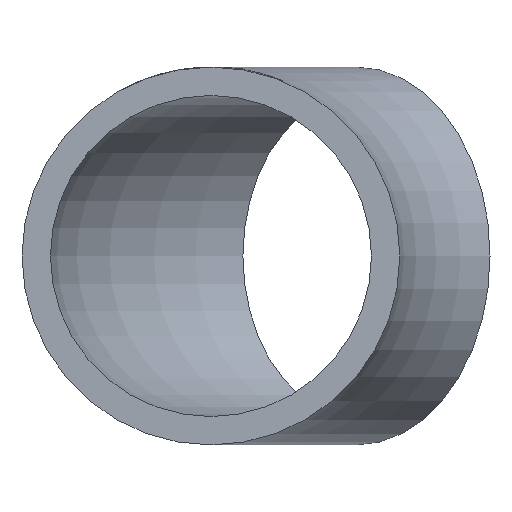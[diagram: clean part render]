
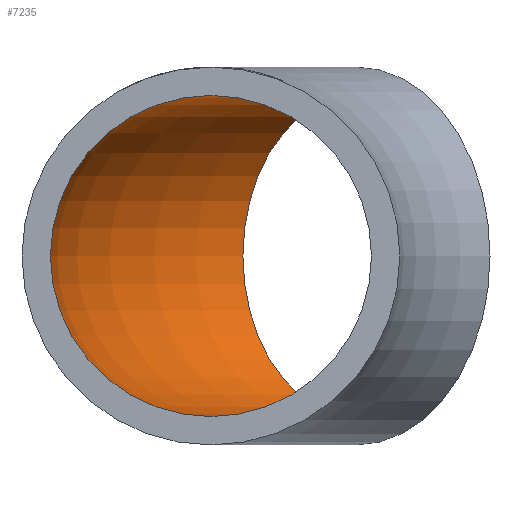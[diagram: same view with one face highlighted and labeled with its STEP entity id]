
A CAD part, front view. The second image highlights one B-rep face of the part: STEP entity #7235.
In plain terms, the highlighted toroidal (fillet/blend) face has major radius 28 mm and minor radius 9.05 mm.
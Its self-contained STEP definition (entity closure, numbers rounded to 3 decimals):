
#555 = EDGE_CURVE ( 'NONE', #5394, #5394, #5158, .T. ) ;
#1380 = EDGE_LOOP ( 'NONE', ( #6927 ) ) ;
#1584 = AXIS2_PLACEMENT_3D ( 'NONE', #5224, #7829, #5872 ) ;
#1829 = CARTESIAN_POINT ( 'NONE',  ( -28., 0., 9.05 ) ) ;
#2776 = DIRECTION ( 'NONE',  ( 0., 0., 1. ) ) ;
#3374 = VERTEX_POINT ( 'NONE', #5283 ) ;
#3633 = TOROIDAL_SURFACE ( 'NONE', #1584, 28., 9.05 ) ;
#4040 = DIRECTION ( 'NONE',  ( 0.707, 0.707, 0. ) ) ;
#4208 = EDGE_LOOP ( 'NONE', ( #11229 ) ) ;
#4409 = CIRCLE ( 'NONE', #11004, 9.05 ) ;
#5156 = FACE_OUTER_BOUND ( 'NONE', #4208, .T. ) ;
#5158 = CIRCLE ( 'NONE', #10800, 9.05 ) ;
#5224 = CARTESIAN_POINT ( 'NONE',  ( 0., 0., 0. ) ) ;
#5283 = CARTESIAN_POINT ( 'NONE',  ( -26.198, 26.198, 0. ) ) ;
#5394 = VERTEX_POINT ( 'NONE', #1829 ) ;
#5872 = DIRECTION ( 'NONE',  ( -1., 0., 0. ) ) ;
#6090 = EDGE_CURVE ( 'NONE', #3374, #3374, #4409, .T. ) ;
#6927 = ORIENTED_EDGE ( 'NONE', *, *, #555, .F. ) ;
#6941 = CARTESIAN_POINT ( 'NONE',  ( -19.799, 19.799, 0. ) ) ;
#7235 = ADVANCED_FACE ( 'NONE', ( #5156, #8770 ), #3633, .F. ) ;
#7829 = DIRECTION ( 'NONE',  ( 0., 0., -1. ) ) ;
#7834 = DIRECTION ( 'NONE',  ( -0.707, 0.707, 0. ) ) ;
#8024 = CARTESIAN_POINT ( 'NONE',  ( -28., 0., 0. ) ) ;
#8770 = FACE_OUTER_BOUND ( 'NONE', #1380, .T. ) ;
#10800 = AXIS2_PLACEMENT_3D ( 'NONE', #8024, #10894, #2776 ) ;
#10894 = DIRECTION ( 'NONE',  ( 0., 1., 0. ) ) ;
#11004 = AXIS2_PLACEMENT_3D ( 'NONE', #6941, #4040, #7834 ) ;
#11229 = ORIENTED_EDGE ( 'NONE', *, *, #6090, .T. ) ;
